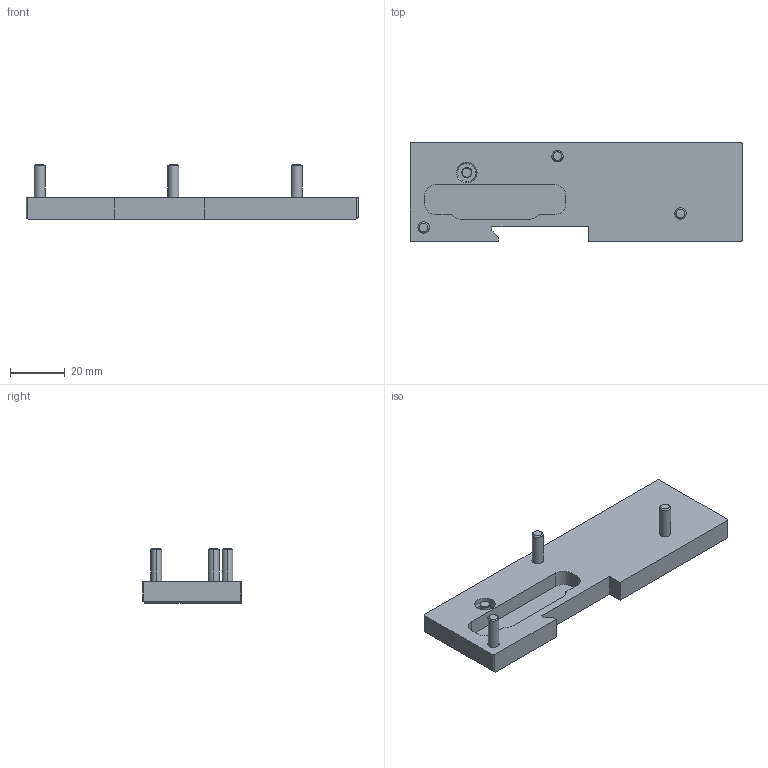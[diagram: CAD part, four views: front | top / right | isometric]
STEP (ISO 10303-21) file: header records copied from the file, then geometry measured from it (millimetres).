
FILE_DESCRIPTION (( 'STEP AP203' ), '1' );
FILE_NAME ('PAL-C4.step', '2020-10-29T13:47:47', ( '' ), ( '' ), 'SwSTEP 2.0', 'SolidWorks 2019', '' );
FILE_SCHEMA (( 'CONFIG_CONTROL_DESIGN' ));
Length unit declared in the file: millimetre
Products named in the file (1): PAL-C4
Bounding box: 121.6 x 36.2 x 20.1 mm (x, y, z)
Volume: 29476.2 mm3; surface area: 13968.7 mm2
Topology: 1 solids, 1 shells, 122 faces, 288 edges, 186 vertices
Faces by surface type: plane 58, cylinder 44, cone 14, torus 6
Entity records: 3656 total; most frequent: CARTESIAN_POINT 684, DIRECTION 633, ORIENTED_EDGE 572, EDGE_CURVE 286, AXIS2_PLACEMENT_3D 233, VERTEX_POINT 186, LINE 167, VECTOR 167
